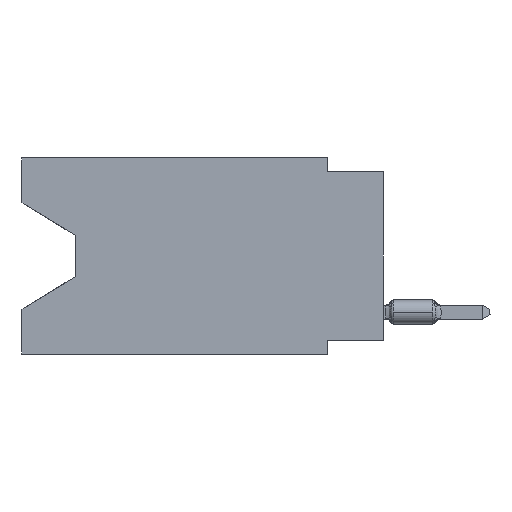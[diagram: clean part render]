
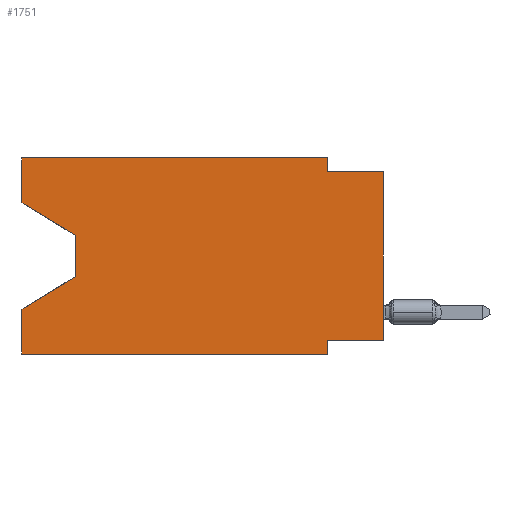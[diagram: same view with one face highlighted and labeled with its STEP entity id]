
A CAD part, left-side view. The second image highlights one B-rep face of the part: STEP entity #1751.
In plain terms, the highlighted planar face has unit normal (-1, 0, 0).
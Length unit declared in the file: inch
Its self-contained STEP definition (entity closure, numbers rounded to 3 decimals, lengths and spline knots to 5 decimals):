
#26 = FACE_OUTER_BOUND ( 'NONE', #22174, .T. ) ;
#154 = LINE ( 'NONE', #16815, #12715 ) ;
#800 = VECTOR ( 'NONE', #9031, 39.37008 ) ;
#1103 = EDGE_CURVE ( 'NONE', #18192, #13997, #9225, .T. ) ;
#1751 = ADVANCED_FACE ( 'NONE', ( #26 ), #10160, .F. ) ;
#1824 = EDGE_CURVE ( 'NONE', #11830, #5816, #154, .T. ) ;
#2240 = DIRECTION ( 'NONE',  ( 1., 0., 0. ) ) ;
#2348 = CARTESIAN_POINT ( 'NONE',  ( 0., 0., -0.025 ) ) ;
#2696 = ORIENTED_EDGE ( 'NONE', *, *, #15530, .T. ) ;
#3395 = LINE ( 'NONE', #11871, #8657 ) ;
#3628 = CARTESIAN_POINT ( 'NONE',  ( 0., 0., 0. ) ) ;
#3645 = ORIENTED_EDGE ( 'NONE', *, *, #19458, .F. ) ;
#3971 = VERTEX_POINT ( 'NONE', #8309 ) ;
#4188 = ORIENTED_EDGE ( 'NONE', *, *, #17203, .F. ) ;
#4922 = ORIENTED_EDGE ( 'NONE', *, *, #5542, .F. ) ;
#4929 = CARTESIAN_POINT ( 'NONE',  ( 0., 0.645, 0. ) ) ;
#5530 = DIRECTION ( 'NONE',  ( 0., 0., -1. ) ) ;
#5542 = EDGE_CURVE ( 'NONE', #15884, #20608, #16479, .T. ) ;
#5816 = VERTEX_POINT ( 'NONE', #4929 ) ;
#6477 = VERTEX_POINT ( 'NONE', #10805 ) ;
#6949 = LINE ( 'NONE', #21644, #800 ) ;
#7418 = ORIENTED_EDGE ( 'NONE', *, *, #8323, .F. ) ;
#7526 = VECTOR ( 'NONE', #18170, 39.37008 ) ;
#7629 = LINE ( 'NONE', #9715, #7526 ) ;
#8076 = CARTESIAN_POINT ( 'NONE',  ( 0., 0.645, 0. ) ) ;
#8309 = CARTESIAN_POINT ( 'NONE',  ( 0., 0.645, -0.26975 ) ) ;
#8323 = EDGE_CURVE ( 'NONE', #6477, #14059, #3395, .T. ) ;
#8657 = VECTOR ( 'NONE', #20582, 39.37008 ) ;
#8996 = DIRECTION ( 'NONE',  ( 0., -1., 0. ) ) ;
#9031 = DIRECTION ( 'NONE',  ( 0., 0., 1. ) ) ;
#9225 = LINE ( 'NONE', #18104, #22544 ) ;
#9501 = CARTESIAN_POINT ( 'NONE',  ( 0., 0.645, -0.08025 ) ) ;
#9715 = CARTESIAN_POINT ( 'NONE',  ( 0., 0.55, -0.212 ) ) ;
#10160 = PLANE ( 'NONE',  #10500 ) ;
#10483 = LINE ( 'NONE', #24267, #13878 ) ;
#10500 = AXIS2_PLACEMENT_3D ( 'NONE', #8076, #2240, #16542 ) ;
#10805 = CARTESIAN_POINT ( 'NONE',  ( 0., 0.1, 0. ) ) ;
#11623 = CARTESIAN_POINT ( 'NONE',  ( 0., 0.55, -0.212 ) ) ;
#11830 = VERTEX_POINT ( 'NONE', #17474 ) ;
#11871 = CARTESIAN_POINT ( 'NONE',  ( 0., 0.1, 0. ) ) ;
#11888 = EDGE_CURVE ( 'NONE', #18833, #20608, #20856, .T. ) ;
#12651 = DIRECTION ( 'NONE',  ( 0., 0., 1. ) ) ;
#12715 = VECTOR ( 'NONE', #12651, 39.37008 ) ;
#13334 = EDGE_CURVE ( 'NONE', #23221, #23601, #22630, .T. ) ;
#13695 = CARTESIAN_POINT ( 'NONE',  ( 0., 0.1, -0.025 ) ) ;
#13878 = VECTOR ( 'NONE', #25049, 39.37008 ) ;
#13997 = VERTEX_POINT ( 'NONE', #11623 ) ;
#14059 = VERTEX_POINT ( 'NONE', #13695 ) ;
#14654 = VECTOR ( 'NONE', #5530, 39.37008 ) ;
#14974 = LINE ( 'NONE', #2348, #14992 ) ;
#14992 = VECTOR ( 'NONE', #8996, 39.37008 ) ;
#15530 = EDGE_CURVE ( 'NONE', #13997, #3971, #7629, .T. ) ;
#15884 = VERTEX_POINT ( 'NONE', #24643 ) ;
#16211 = LINE ( 'NONE', #24535, #25692 ) ;
#16327 = EDGE_CURVE ( 'NONE', #11830, #18192, #22397, .T. ) ;
#16479 = LINE ( 'NONE', #18285, #14654 ) ;
#16542 = DIRECTION ( 'NONE',  ( 0., 0., -1. ) ) ;
#16815 = CARTESIAN_POINT ( 'NONE',  ( 0., 0.645, 0. ) ) ;
#17203 = EDGE_CURVE ( 'NONE', #18833, #3971, #6949, .T. ) ;
#17304 = VECTOR ( 'NONE', #27234, 39.37008 ) ;
#17418 = ORIENTED_EDGE ( 'NONE', *, *, #1103, .T. ) ;
#17474 = CARTESIAN_POINT ( 'NONE',  ( 0., 0.645, -0.08025 ) ) ;
#17649 = EDGE_CURVE ( 'NONE', #14059, #23601, #14974, .T. ) ;
#17772 = ORIENTED_EDGE ( 'NONE', *, *, #11888, .T. ) ;
#18104 = CARTESIAN_POINT ( 'NONE',  ( 0., 0.55, -0.138 ) ) ;
#18170 = DIRECTION ( 'NONE',  ( 0., 0.855, -0.519 ) ) ;
#18192 = VERTEX_POINT ( 'NONE', #26296 ) ;
#18285 = CARTESIAN_POINT ( 'NONE',  ( 0., 0.1, -0.35 ) ) ;
#18833 = VERTEX_POINT ( 'NONE', #24741 ) ;
#19458 = EDGE_CURVE ( 'NONE', #5816, #6477, #16211, .T. ) ;
#19640 = ORIENTED_EDGE ( 'NONE', *, *, #16327, .T. ) ;
#19701 = CARTESIAN_POINT ( 'NONE',  ( 0., 0.1, -0.35 ) ) ;
#20124 = CARTESIAN_POINT ( 'NONE',  ( 0., 0., -0.025 ) ) ;
#20299 = CARTESIAN_POINT ( 'NONE',  ( 0., 0., -0.325 ) ) ;
#20582 = DIRECTION ( 'NONE',  ( 0., 0., -1. ) ) ;
#20608 = VERTEX_POINT ( 'NONE', #19701 ) ;
#20856 = LINE ( 'NONE', #21769, #17304 ) ;
#21132 = VECTOR ( 'NONE', #23039, 39.37008 ) ;
#21145 = VECTOR ( 'NONE', #26270, 39.37008 ) ;
#21418 = EDGE_CURVE ( 'NONE', #23221, #15884, #10483, .T. ) ;
#21644 = CARTESIAN_POINT ( 'NONE',  ( 0., 0.645, 0. ) ) ;
#21769 = CARTESIAN_POINT ( 'NONE',  ( 0., 0.645, -0.35 ) ) ;
#22174 = EDGE_LOOP ( 'NONE', ( #19640, #17418, #2696, #4188, #17772, #4922, #24640, #24438, #27283, #7418, #3645, #24872 ) ) ;
#22175 = DIRECTION ( 'NONE',  ( 0., -1., 0. ) ) ;
#22397 = LINE ( 'NONE', #9501, #21145 ) ;
#22398 = DIRECTION ( 'NONE',  ( 0., 0., -1. ) ) ;
#22544 = VECTOR ( 'NONE', #22398, 39.37008 ) ;
#22630 = LINE ( 'NONE', #3628, #21132 ) ;
#23039 = DIRECTION ( 'NONE',  ( 0., 0., 1. ) ) ;
#23221 = VERTEX_POINT ( 'NONE', #20299 ) ;
#23601 = VERTEX_POINT ( 'NONE', #20124 ) ;
#24267 = CARTESIAN_POINT ( 'NONE',  ( 0., 0., -0.325 ) ) ;
#24438 = ORIENTED_EDGE ( 'NONE', *, *, #13334, .T. ) ;
#24535 = CARTESIAN_POINT ( 'NONE',  ( 0., 0.645, 0. ) ) ;
#24640 = ORIENTED_EDGE ( 'NONE', *, *, #21418, .F. ) ;
#24643 = CARTESIAN_POINT ( 'NONE',  ( 0., 0.1, -0.325 ) ) ;
#24741 = CARTESIAN_POINT ( 'NONE',  ( 0., 0.645, -0.35 ) ) ;
#24872 = ORIENTED_EDGE ( 'NONE', *, *, #1824, .F. ) ;
#25049 = DIRECTION ( 'NONE',  ( 0., 1., 0. ) ) ;
#25692 = VECTOR ( 'NONE', #22175, 39.37008 ) ;
#26270 = DIRECTION ( 'NONE',  ( 0., -0.855, -0.519 ) ) ;
#26296 = CARTESIAN_POINT ( 'NONE',  ( 0., 0.55, -0.138 ) ) ;
#27234 = DIRECTION ( 'NONE',  ( 0., -1., 0. ) ) ;
#27283 = ORIENTED_EDGE ( 'NONE', *, *, #17649, .F. ) ;
